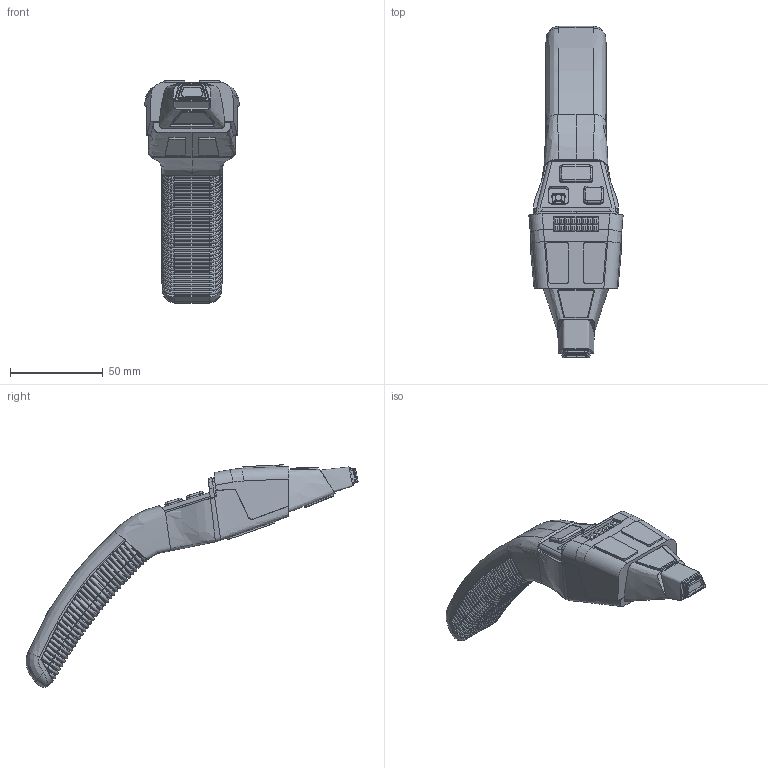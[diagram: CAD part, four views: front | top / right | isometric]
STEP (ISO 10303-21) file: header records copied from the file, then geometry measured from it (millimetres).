
FILE_DESCRIPTION(/* description */ ('STEP AP242','CAx-IF Rec.Pracs.---Representation and Presentation of Product Manufacturing Information (PMI)---4.0---2014-10-13','CAx-IF Rec.Pracs.---3D Tessellated Geometry---0.4---2014-09-14','2;1'),/* implementation_level */ '2;1');
FILE_NAME(/* name */ '68c6ddba81b25eab2979d823',/* time_stamp */ '2025-09-14T15:22:41Z',/* author */ (''),/* organization */ (''),/* preprocessor_version */ 'ST-DEVELOPER v20',/* originating_system */ 'ONSHAPE BY PTC INC, 1.203',/* authorisation */ ' ');
FILE_SCHEMA (('AP242_MANAGED_MODEL_BASED_3D_ENGINEERING_MIM_LF { 1 0 10303 442 1 1 4 }'));
Products named in the file (12): Main Body - Gray; ButtonPlate - Black; Connector (Optional); Power Adjust - White; Trigger - Gray; Grip - Black; LEDGrid - Clear; Nozzle - Black; Emmiter - Clear; PCB; LED-PCB; Head - Gray
Bounding box: 50.64 x 178.75 x 119.72 mm (x, y, z)
Volume: 121864.9 mm3; surface area: 63611.2 mm2
Topology: 12 solids, 18 shells, 5171 faces, 14232 edges, 9164 vertices
Faces by surface type: plane 3733, cylinder 1114, bspline 259, torus 35, cone 18, sphere 12
Full cylindrical faces by diameter (mm): 0.155 x1, 0.3 x13, 0.39 x1, 0.394 x34, 0.65 x2, 0.75 x4, 0.8 x1, 1 x18, 1.1 x12, 1.6 x2, 1.8 x2, 2.1 x2, 2.3 x3, 2.7 x5, 3.3 x2, 3.5 x3, 5 x2, 5.2 x1, 6.5 x1, 8 x1, 15.1 x1
Entity records: 170022 total; most frequent: CARTESIAN_POINT 38831, ORIENTED_EDGE 28078, DIRECTION 25527, EDGE_CURVE 14039, LINE 11015, VECTOR 11015, VERTEX_POINT 9102, AXIS2_PLACEMENT_3D 7256
